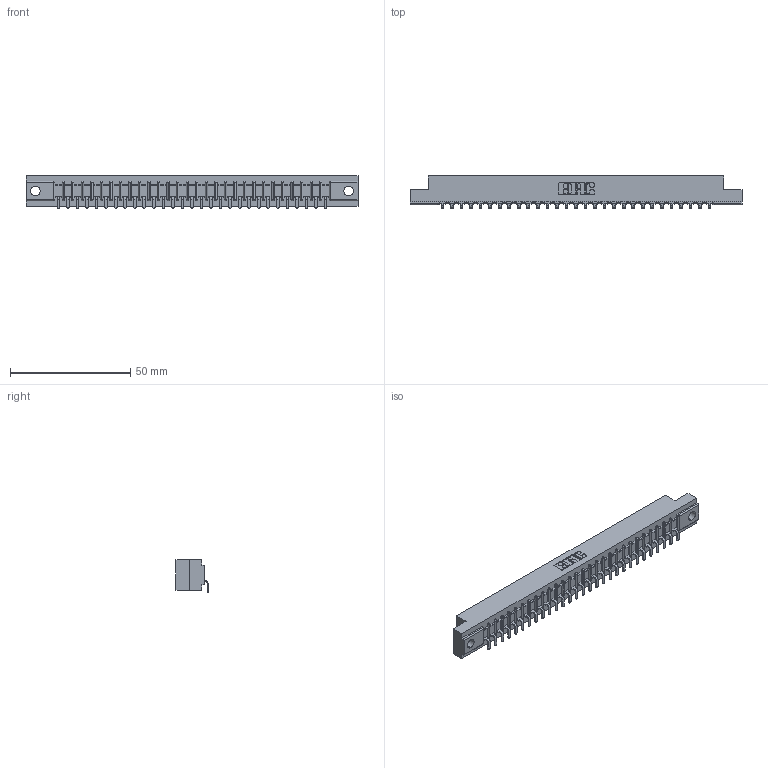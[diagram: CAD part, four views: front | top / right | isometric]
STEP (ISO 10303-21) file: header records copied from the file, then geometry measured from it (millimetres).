
FILE_DESCRIPTION (( 'STEP AP203' ), '1' );
FILE_NAME ('307-029-553-104.STEP', '2018-08-04T18:05:28', ( '' ), ( '' ), 'SwSTEP 2.0', 'SolidWorks 2016', '' );
FILE_SCHEMA (( 'CONFIG_CONTROL_DESIGN' ));
Length unit declared in the file: inch
Products named in the file (3): 307-029-553-104; 307 Part_.156 Dia Mounting Holes; 307-290-002_553
Assembly tree (30 placements, depth 2):
  307-029-553-104
    307 Part_.156 Dia Mounting Holes
    307-290-002_553  x29
Bounding box: 137.92 x 13.32 x 13.5 mm (x, y, z)
Volume: 14556.4 mm3; surface area: 17849.1 mm2
Topology: 30 solids, 30 shells, 2424 faces, 7435 edges, 4874 vertices
Faces by surface type: plane 1447, cylinder 917, sphere 60
Entity records: 27736 total; most frequent: CARTESIAN_POINT 4682, ORIENTED_EDGE 4670, DIRECTION 4547, EDGE_CURVE 2335, LINE 1789, VECTOR 1789, VERTEX_POINT 1514, AXIS2_PLACEMENT_3D 1379
